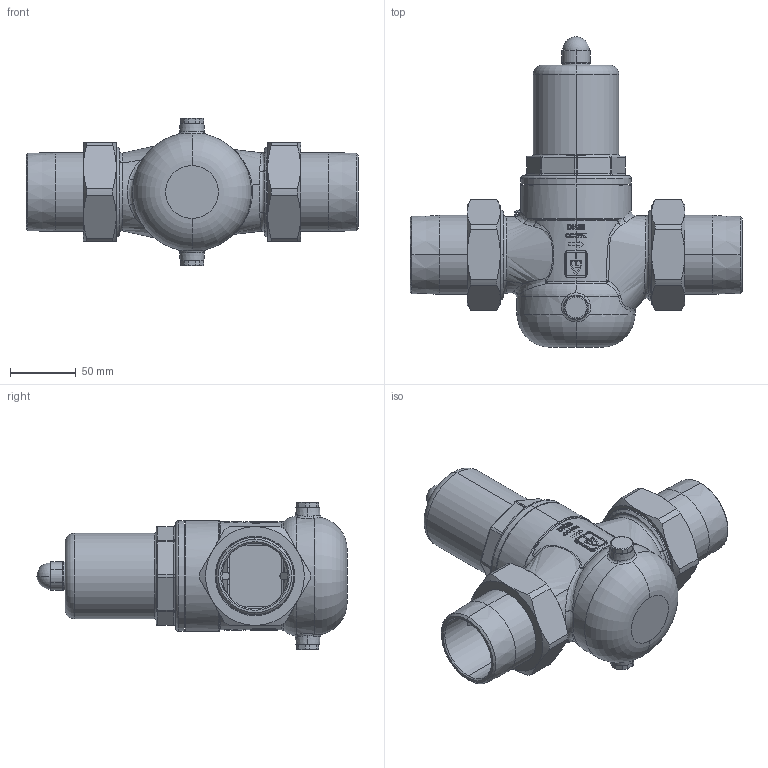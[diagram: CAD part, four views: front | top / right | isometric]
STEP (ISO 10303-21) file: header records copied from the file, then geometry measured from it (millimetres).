
FILE_DESCRIPTION (( 'STEP AP214' ), '1' );
FILE_NAME ('681 50 DM.STEP', '2012-06-26T12:40:05', ( 'Blankenhorn' ), ( '' ), 'SwSTEP 2.0', 'SolidWorks 2011', '' );
FILE_SCHEMA (( 'AUTOMOTIVE_DESIGN' ));
Length unit declared in the file: millimetre
Products named in the file (1): 681 50 DM
Bounding box: 252 x 235.5 x 112 mm (x, y, z)
Volume: 551394.9 mm3; surface area: 233397.5 mm2
Topology: 13 solids, 13 shells, 1002 faces, 2526 edges, 1573 vertices
Faces by surface type: plane 305, cylinder 253, bspline 239, cone 111, torus 86, sphere 8
Entity records: 61310 total; most frequent: CARTESIAN_POINT 28162, ORIENTED_EDGE 4990, DIRECTION 4013, EDGE_CURVE 2495, AXIS2_PLACEMENT_3D 1574, VERTEX_POINT 1566, EDGE_LOOP 1079, UNCERTAINTY_MEASURE_WITH_UNIT 1017
